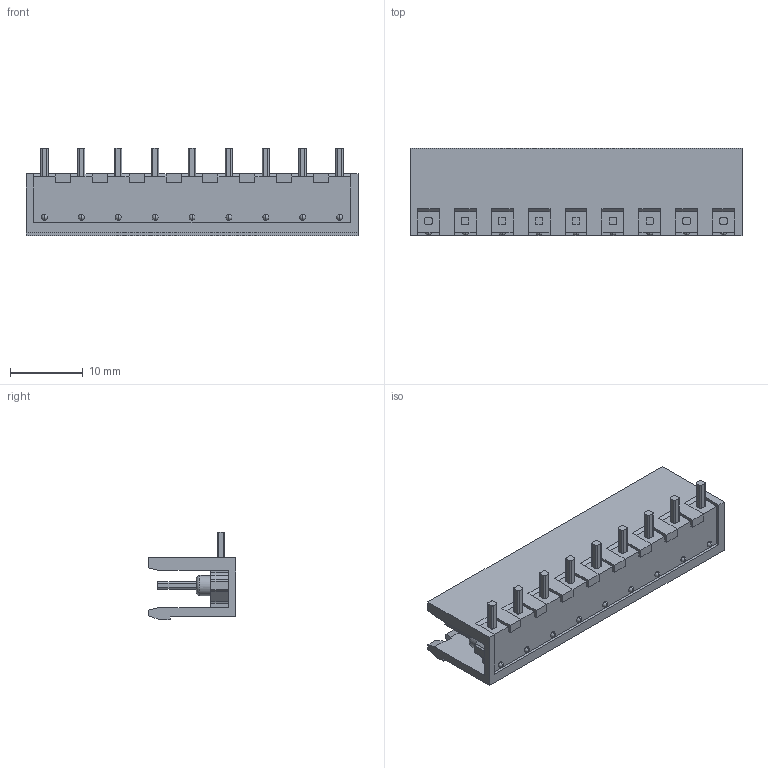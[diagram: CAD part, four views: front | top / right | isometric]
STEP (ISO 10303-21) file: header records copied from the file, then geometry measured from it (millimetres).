
FILE_DESCRIPTION(('STEP AP203'),'1');
FILE_NAME('20020109h091a01lf.stp','2016-03-10T11:54:10',('TraceParts'),('TraceParts S.A.'),'Spatial InterOp 3D',' ',' ');
FILE_SCHEMA(('CONFIG_CONTROL_DESIGN'));
Length unit declared in the file: millimetre
Products named in the file (1): 1
Bounding box: 45.72 x 12 x 11.99 mm (x, y, z)
Volume: 1933.8 mm3; surface area: 3679.7 mm2
Topology: 1 solids, 1 shells, 583 faces, 1608 edges, 1045 vertices
Faces by surface type: plane 349, cylinder 171, torus 36, sphere 18, cone 9
Entity records: 18563 total; most frequent: CARTESIAN_POINT 3319, DIRECTION 3233, ORIENTED_EDGE 3180, EDGE_CURVE 1590, AXIS2_PLACEMENT_3D 1079, LINE 1075, VECTOR 1075, VERTEX_POINT 1045
